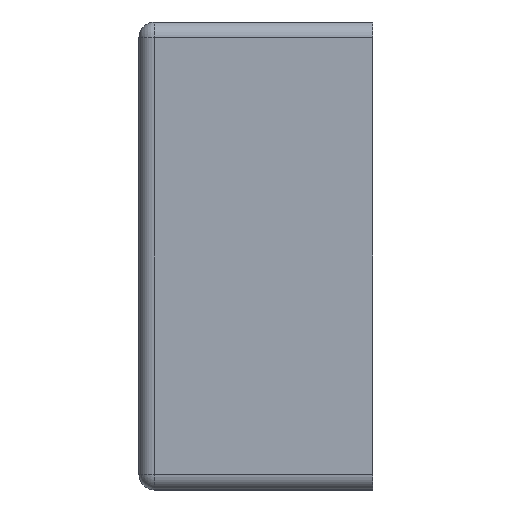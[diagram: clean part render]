
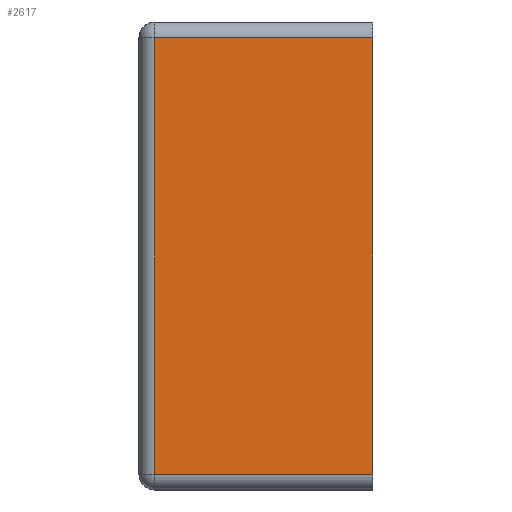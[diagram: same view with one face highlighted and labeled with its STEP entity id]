
A CAD part, left-side view. The second image highlights one B-rep face of the part: STEP entity #2617.
In plain terms, the highlighted planar face has unit normal (-1, 0, 0).
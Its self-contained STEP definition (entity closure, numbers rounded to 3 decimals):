
#12 = CARTESIAN_POINT ( 'NONE',  ( -30., 14., 14. ) ) ;
#127 = DIRECTION ( 'NONE',  ( 0., 0., -1. ) ) ;
#356 = VERTEX_POINT ( 'NONE', #906 ) ;
#438 = CARTESIAN_POINT ( 'NONE',  ( -30., 0., 14. ) ) ;
#445 = EDGE_CURVE ( 'NONE', #2050, #2780, #1744, .T. ) ;
#469 = VECTOR ( 'NONE', #950, 1000. ) ;
#575 = LINE ( 'NONE', #1999, #2408 ) ;
#596 = VERTEX_POINT ( 'NONE', #12 ) ;
#640 = VECTOR ( 'NONE', #1968, 1000. ) ;
#664 = EDGE_CURVE ( 'NONE', #356, #2050, #2341, .T. ) ;
#705 = CARTESIAN_POINT ( 'NONE',  ( -30., 15., -14. ) ) ;
#906 = CARTESIAN_POINT ( 'NONE',  ( -30., 14., -14. ) ) ;
#913 = CARTESIAN_POINT ( 'NONE',  ( -30., 0., -15. ) ) ;
#942 = AXIS2_PLACEMENT_3D ( 'NONE', #1260, #1569, #127 ) ;
#950 = DIRECTION ( 'NONE',  ( 0., 0., 1. ) ) ;
#1260 = CARTESIAN_POINT ( 'NONE',  ( -30., 15., -15. ) ) ;
#1284 = EDGE_LOOP ( 'NONE', ( #2434, #2636, #2019, #2251 ) ) ;
#1290 = EDGE_CURVE ( 'NONE', #596, #356, #2485, .T. ) ;
#1503 = PLANE ( 'NONE',  #942 ) ;
#1569 = DIRECTION ( 'NONE',  ( 1., 0., 0. ) ) ;
#1744 = LINE ( 'NONE', #913, #469 ) ;
#1762 = FACE_OUTER_BOUND ( 'NONE', #1284, .T. ) ;
#1911 = CARTESIAN_POINT ( 'NONE',  ( -30., 0., -14. ) ) ;
#1968 = DIRECTION ( 'NONE',  ( 0., 0., -1. ) ) ;
#1999 = CARTESIAN_POINT ( 'NONE',  ( -30., 15., 14. ) ) ;
#2019 = ORIENTED_EDGE ( 'NONE', *, *, #1290, .T. ) ;
#2050 = VERTEX_POINT ( 'NONE', #1911 ) ;
#2179 = CARTESIAN_POINT ( 'NONE',  ( -30., 14., -15. ) ) ;
#2241 = EDGE_CURVE ( 'NONE', #2780, #596, #575, .T. ) ;
#2251 = ORIENTED_EDGE ( 'NONE', *, *, #664, .T. ) ;
#2268 = VECTOR ( 'NONE', #2838, 1000. ) ;
#2341 = LINE ( 'NONE', #705, #2268 ) ;
#2408 = VECTOR ( 'NONE', #2721, 1000. ) ;
#2434 = ORIENTED_EDGE ( 'NONE', *, *, #445, .T. ) ;
#2485 = LINE ( 'NONE', #2179, #640 ) ;
#2617 = ADVANCED_FACE ( 'NONE', ( #1762 ), #1503, .F. ) ;
#2636 = ORIENTED_EDGE ( 'NONE', *, *, #2241, .T. ) ;
#2721 = DIRECTION ( 'NONE',  ( 0., 1., 0. ) ) ;
#2780 = VERTEX_POINT ( 'NONE', #438 ) ;
#2838 = DIRECTION ( 'NONE',  ( 0., -1., 0. ) ) ;
